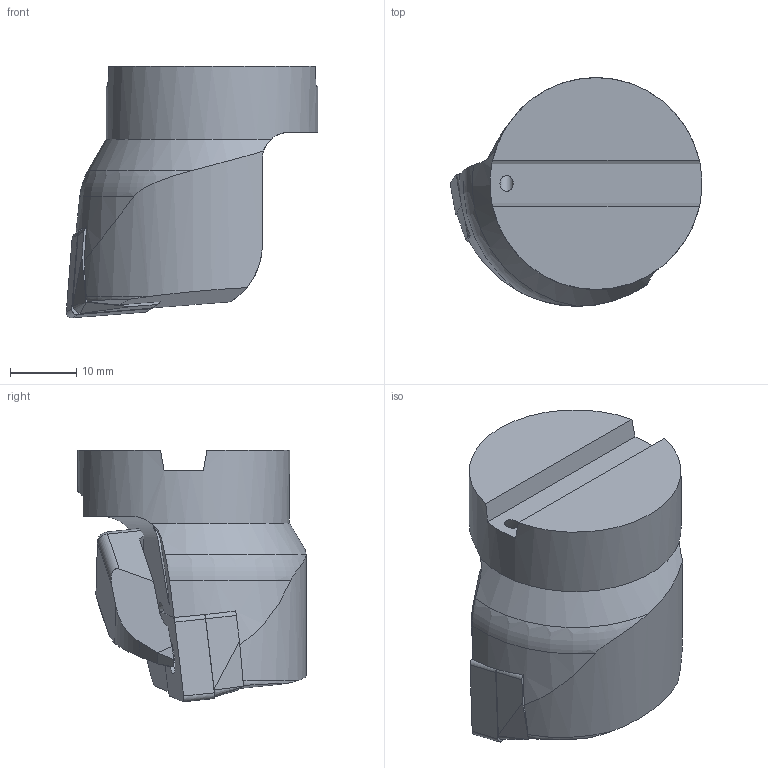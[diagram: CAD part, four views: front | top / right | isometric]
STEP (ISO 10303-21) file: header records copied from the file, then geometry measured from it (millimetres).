
FILE_DESCRIPTION((''),'1');
FILE_NAME('B32-DCLNR-22038-12.stp','2024-01-05T07:16:47',(''),(''),'Spatial Interop R21 SP3','Kubotek KeyCreator 2011 V10.0.2 (22737)',' ');
FILE_SCHEMA(('automotive_design'));
Length unit declared in the file: millimetre
Products named in the file (4): 242[4]; 241[3]; 240[2]
Bounding box: 37.97 x 34.5 x 38 mm (x, y, z)
Volume: 22138.4 mm3; surface area: 7124 mm2
Topology: 4 solids, 4 shells, 86 faces, 232 edges, 154 vertices
Faces by surface type: plane 46, cylinder 29, cone 7, sphere 2, torus 2
Full cylindrical faces by diameter (mm): 2 x2, 4.4 x1, 5.16 x1, 32 x1
Entity records: 5127 total; most frequent: CARTESIAN_POINT 853, ORIENTED_EDGE 446, PRESENTATION_STYLE_ASSIGNMENT 401, COLOUR_RGB 401, DIRECTION 394, STYLED_ITEM 312, CURVE_STYLE 312, DRAUGHTING_PRE_DEFINED_CURVE_FONT 312
